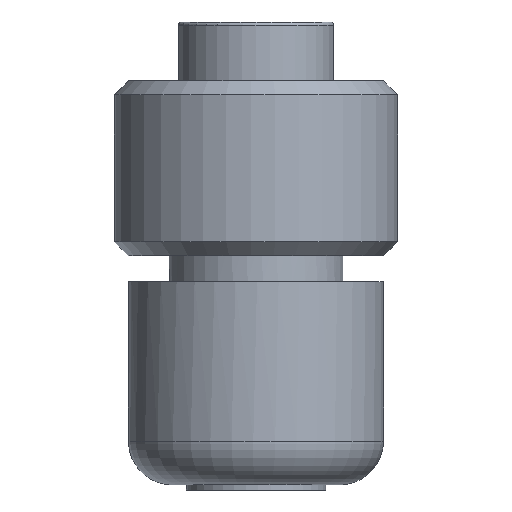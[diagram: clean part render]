
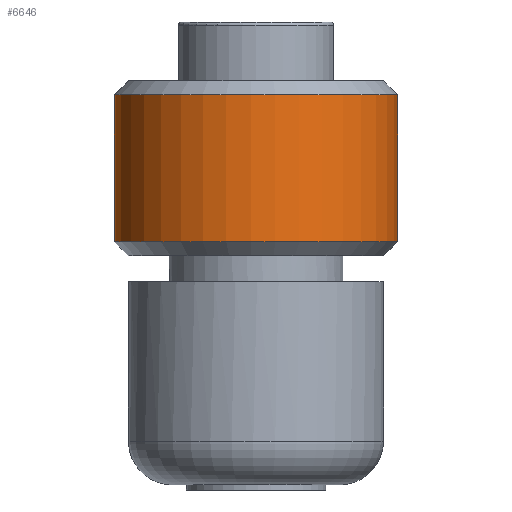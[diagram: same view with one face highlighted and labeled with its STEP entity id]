
A CAD part, front view. The second image highlights one B-rep face of the part: STEP entity #6646.
In plain terms, the highlighted cylindrical face has radius 10.287 mm (diameter 20.574 mm), a full revolution.
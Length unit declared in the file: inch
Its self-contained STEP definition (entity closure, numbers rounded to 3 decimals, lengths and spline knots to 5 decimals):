
#936=FACE_BOUND('',#1967,.T.);
#1361=FACE_OUTER_BOUND('',#1966,.T.);
#1966=EDGE_LOOP('',(#5246));
#1967=EDGE_LOOP('',(#5247));
#2482=CIRCLE('',#7531,0.405);
#2483=CIRCLE('',#7533,0.405);
#2930=VERTEX_POINT('',#11629);
#2931=VERTEX_POINT('',#11632);
#3678=EDGE_CURVE('',#2930,#2930,#2482,.T.);
#3679=EDGE_CURVE('',#2931,#2931,#2483,.T.);
#5246=ORIENTED_EDGE('',*,*,#3679,.F.);
#5247=ORIENTED_EDGE('',*,*,#3678,.F.);
#5783=CYLINDRICAL_SURFACE('',#7532,0.405);
#6646=ADVANCED_FACE('',(#1361,#936),#5783,.T.);
#7531=AXIS2_PLACEMENT_3D('',#11630,#9461,#9462);
#7532=AXIS2_PLACEMENT_3D('',#11631,#9463,#9464);
#7533=AXIS2_PLACEMENT_3D('',#11633,#9465,#9466);
#9461=DIRECTION('center_axis',(0.,0.,
-1.));
#9462=DIRECTION('ref_axis',(-0.926,0.377,0.));
#9463=DIRECTION('center_axis',(0.,0.,
1.));
#9464=DIRECTION('ref_axis',(-0.926,0.377,0.));
#9465=DIRECTION('center_axis',(0.,0.,
1.));
#9466=DIRECTION('ref_axis',(-0.926,0.377,0.));
#11629=CARTESIAN_POINT('',(0.37506,-0.15283,-0.628));
#11630=CARTESIAN_POINT('Origin',(0.,0.,
-0.628));
#11631=CARTESIAN_POINT('Origin',(0.,0.,
-0.418));
#11632=CARTESIAN_POINT('',(0.37506,-0.15283,-0.208));
#11633=CARTESIAN_POINT('Origin',(0.,0.,
-0.208));
